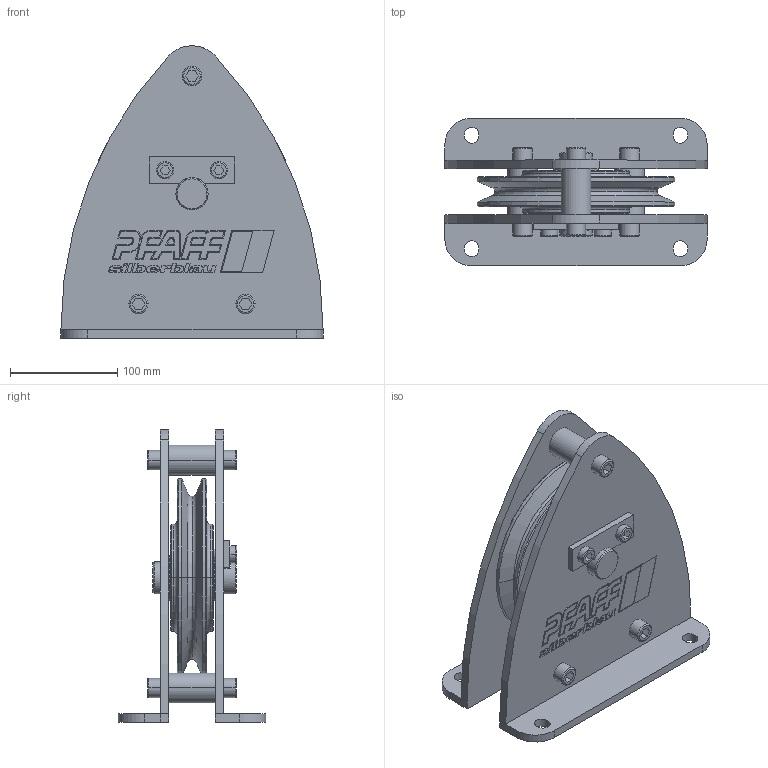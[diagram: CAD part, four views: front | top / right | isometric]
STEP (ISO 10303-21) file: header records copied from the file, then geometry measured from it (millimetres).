
FILE_DESCRIPTION(('STEP AP214'),'1');
FILE_NAME('cctmp_F812CE0A-0E95-4D89-B77E-D274EA8981B1_2021_10_04_15_52_19_0153..stp','2021-10-04T13:52:19',('COLUMBUS McKINNON Engineered Products GmbH'),('CADClick - www.CADClick.com'),'Spatial InterOp 3D',' ','unknown authorization');
FILE_SCHEMA(('AUTOMOTIVE_DESIGN'));
Length unit declared in the file: millimetre
Products named in the file (1): Drahtseilrollenbock
Bounding box: 245 x 138 x 273.28 mm (x, y, z)
Volume: 1715657.5 mm3; surface area: 373666.5 mm2
Topology: 1 solids, 8 shells, 658 faces, 1826 edges, 1171 vertices
Faces by surface type: plane 322, cylinder 220, torus 68, sphere 28, cone 20
Entity records: 29739 total; most frequent: CARTESIAN_POINT 7516, DIRECTION 3575, ORIENTED_EDGE 3540, EDGE_CURVE 1770, AXIS2_PLACEMENT_3D 1310, VERTEX_POINT 1171, LINE 955, VECTOR 955
